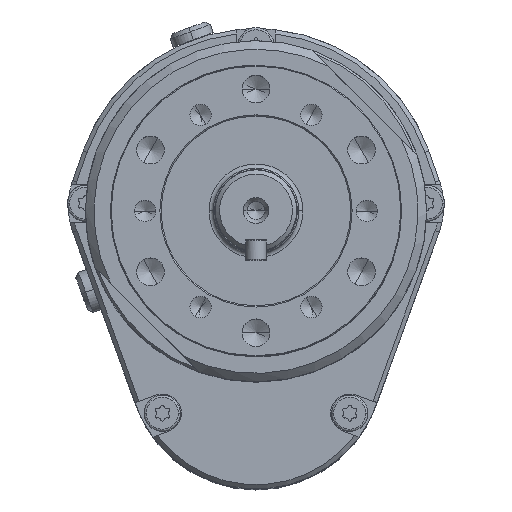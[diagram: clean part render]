
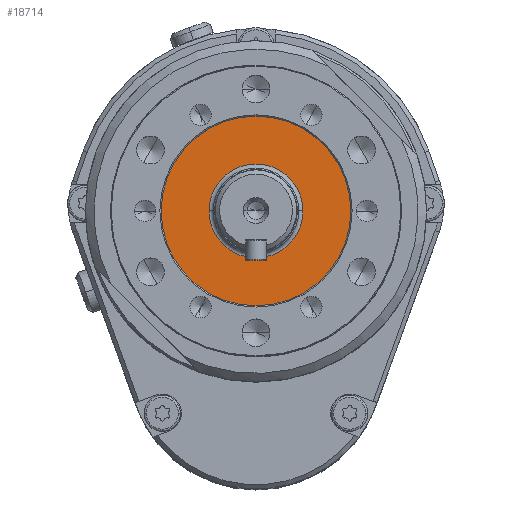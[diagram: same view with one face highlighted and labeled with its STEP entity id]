
A CAD part, top view. The second image highlights one B-rep face of the part: STEP entity #18714.
In plain terms, the highlighted planar face has unit normal (0, 0, 1).
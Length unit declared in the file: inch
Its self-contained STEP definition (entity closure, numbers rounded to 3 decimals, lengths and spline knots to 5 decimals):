
#3606=CARTESIAN_POINT('',(0.,1.37402,10.56299));
#3607=DIRECTION('',(0.,0.,1.));
#3608=DIRECTION('',(0.,1.,0.));
#3609=AXIS2_PLACEMENT_3D('',#3606,#3607,#3608);
#3611=CARTESIAN_POINT('',(0.,1.37402,10.56299));
#3612=DIRECTION('',(0.,0.,-1.));
#3613=DIRECTION('',(0.,1.,0.));
#3614=AXIS2_PLACEMENT_3D('',#3611,#3612,#3613);
#3621=CARTESIAN_POINT('',(0.,1.37402,10.56299));
#3622=DIRECTION('',(0.,0.,1.));
#3623=DIRECTION('',(1.,0.,0.));
#3624=AXIS2_PLACEMENT_3D('',#3621,#3622,#3623);
#3682=CARTESIAN_POINT('',(0.,1.37402,10.56299));
#3683=DIRECTION('',(0.,0.,1.));
#3684=DIRECTION('',(-1.,0.,0.));
#3685=AXIS2_PLACEMENT_3D('',#3682,#3683,#3684);
#12344=CARTESIAN_POINT('',(-0.43307,1.37402,
10.56299));
#12345=VERTEX_POINT('',#12344);
#12346=CARTESIAN_POINT('',(0.43307,1.37402,
10.56299));
#12347=VERTEX_POINT('',#12346);
#12444=CARTESIAN_POINT('',(0.,2.24902,10.56299));
#12445=CARTESIAN_POINT('',(0.,0.49902,10.56299));
#12446=VERTEX_POINT('',#12444);
#12447=VERTEX_POINT('',#12445);
#18699=CARTESIAN_POINT('',(0.,1.37402,10.56299));
#18700=DIRECTION('',(0.,0.,1.));
#18701=DIRECTION('',(-1.,0.,0.));
#18702=AXIS2_PLACEMENT_3D('',#18699,#18700,#18701);
#18703=PLANE('',#18702);
#18704=ORIENTED_EDGE('',*,*,#18667,.F.);
#18705=ORIENTED_EDGE('',*,*,#18645,.T.);
#18706=EDGE_LOOP('',(#18704,#18705));
#18707=FACE_OUTER_BOUND('',#18706,.F.);
#18709=ORIENTED_EDGE('',*,*,#18708,.T.);
#18711=ORIENTED_EDGE('',*,*,#18710,.T.);
#18712=EDGE_LOOP('',(#18709,#18711));
#18713=FACE_BOUND('',#18712,.F.);
#3610=CIRCLE('',#3609,0.875);
#3615=CIRCLE('',#3614,0.875);
#3625=CIRCLE('',#3624,0.43307);
#3686=CIRCLE('',#3685,0.43307);
#18645=EDGE_CURVE('',#12446,#12447,#3615,.T.);
#18667=EDGE_CURVE('',#12446,#12447,#3610,.T.);
#18708=EDGE_CURVE('',#12347,#12345,#3625,.T.);
#18710=EDGE_CURVE('',#12345,#12347,#3686,.T.);
#18714=ADVANCED_FACE('',(#18707,#18713),#18703,.T.);
